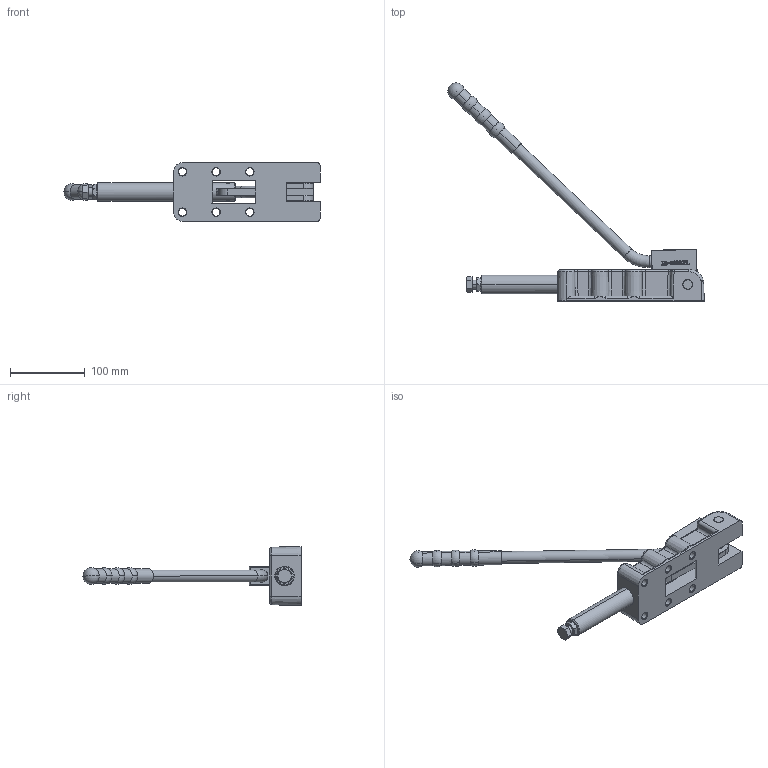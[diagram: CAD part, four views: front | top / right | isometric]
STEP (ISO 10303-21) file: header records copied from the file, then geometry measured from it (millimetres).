
FILE_DESCRIPTION (( 'STEP AP203' ), '1' );
FILE_NAME ('HS-32500HL .STEP', '2019-08-14T02:53:49', ( '微软用户' ), ( '微软中国' ), 'SwSTEP 2.0', 'SolidWorks 2012', '' );
FILE_SCHEMA (( 'CONFIG_CONTROL_DESIGN' ));
Length unit declared in the file: millimetre
Products named in the file (12): HS-32500HL ; 12.5种; 9.5种; hex socket set screws with cone point gb_GB_FASTENER_SCREWS_HSCP M10X12-N; hex thin nuts-grades ab-chamfered gb_GB_FASTENER_NUT_STNAB M12-N; hexagon head bolts-full thread gb_GB_FASTENER_BOLT_STBAB A M12X60-N; 挴裝; 忒梟裝; 忒梟; 忒參; 蟀裝; 菁釱
Assembly tree (13 placements, depth 2):
  HS-32500HL 
    菁釱
    蟀裝
    忒參
    忒梟
    忒梟裝
    挴裝
    hexagon head bolts-full thread gb_GB_FASTENER_BOLT_STBAB A M12X60-N
    hex thin nuts-grades ab-chamfered gb_GB_FASTENER_NUT_STNAB M12-N
    hex socket set screws with cone point gb_GB_FASTENER_SCREWS_HSCP M10X12-N
    9.5种  x2
    12.5种  x2
Bounding box: 342.45 x 291.36 x 78 mm (x, y, z)
Volume: 600315.4 mm3; surface area: 156692.6 mm2
Topology: 13 solids, 13 shells, 793 faces, 2071 edges, 1312 vertices
Faces by surface type: plane 350, bspline 203, cylinder 121, cone 96, torus 15, sphere 8
Entity records: 36816 total; most frequent: CARTESIAN_POINT 17813, ORIENTED_EDGE 4010, DIRECTION 3077, EDGE_CURVE 2005, VERTEX_POINT 1280, LINE 1151, VECTOR 1151, AXIS2_PLACEMENT_3D 963
